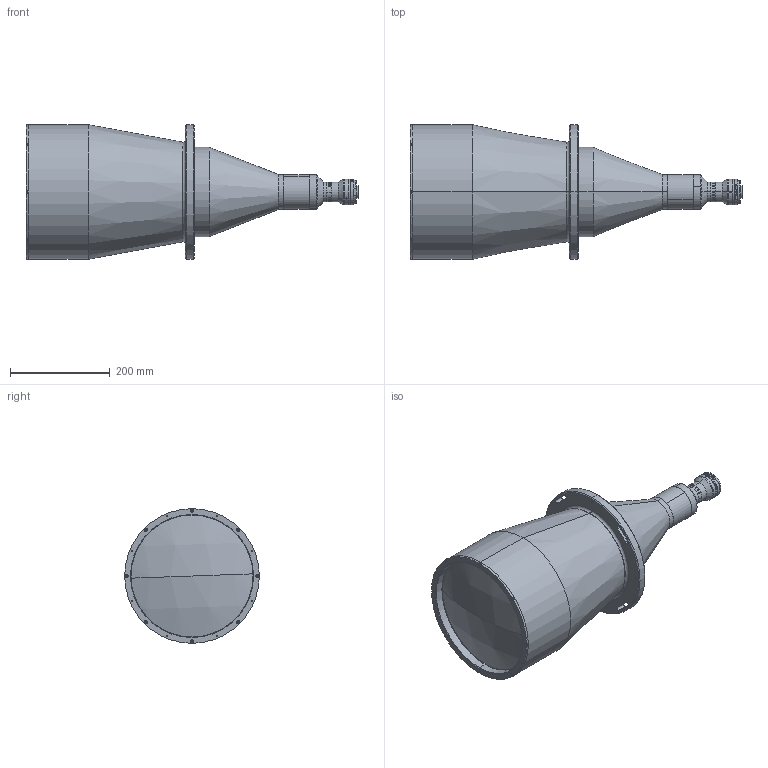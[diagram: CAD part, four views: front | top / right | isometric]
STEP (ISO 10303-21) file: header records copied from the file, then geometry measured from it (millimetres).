
FILE_DESCRIPTION (( 'STEP AP203' ), '1' );
FILE_NAME ('XF-PTL23819-C.STEP', '2019-07-22T06:00:50', ( 'puyufan' ), ( '' ), 'SwSTEP 2.0', 'SolidWorks 2014', '' );
FILE_SCHEMA (( 'CONFIG_CONTROL_DESIGN' ));
Length unit declared in the file: millimetre
Products named in the file (1): XF-PTL23819-C
Bounding box: 666.36 x 270 x 270 mm (x, y, z)
Surface area: 550633 mm2 (no closed solid volume)
Topology: 0 solids, 46 shells, 327 faces, 1399 edges, 1112 vertices
Faces by surface type: cylinder 157, plane 110, cone 38, torus 18, sphere 4
Entity records: 19568 total; most frequent: CARTESIAN_POINT 8079, DIRECTION 2397, ORIENTED_EDGE 2019, EDGE_CURVE 1395, VERTEX_POINT 1112, AXIS2_PLACEMENT_3D 908, LINE 581, VECTOR 581
